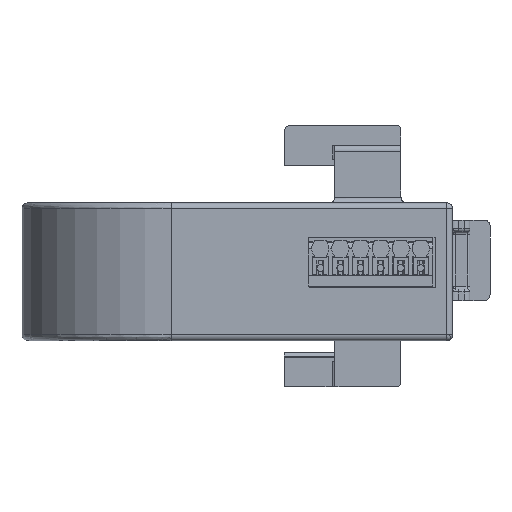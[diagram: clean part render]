
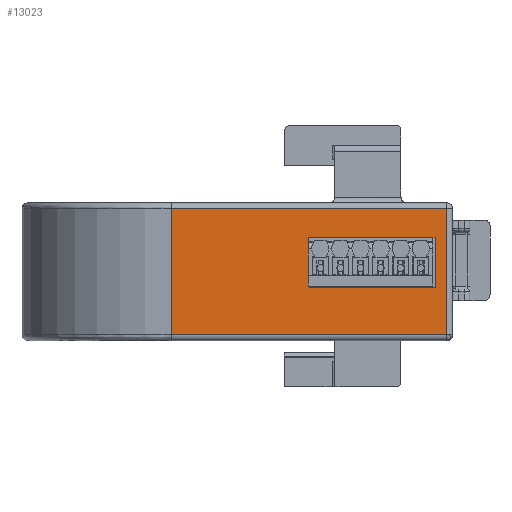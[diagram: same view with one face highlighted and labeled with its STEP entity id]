
A CAD part, left-side view. The second image highlights one B-rep face of the part: STEP entity #13023.
In plain terms, the highlighted planar face has unit normal (-1, 0, 0).
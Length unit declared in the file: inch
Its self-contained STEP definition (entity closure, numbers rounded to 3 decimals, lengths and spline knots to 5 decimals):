
#20 = LINE ( 'NONE', #4293, #6154 ) ;
#106 = VERTEX_POINT ( 'NONE', #885 ) ;
#173 = VERTEX_POINT ( 'NONE', #7870 ) ;
#183 = DIRECTION ( 'NONE',  ( 0., 0., 1. ) ) ;
#434 = DIRECTION ( 'NONE',  ( 0., 0., -1. ) ) ;
#885 = CARTESIAN_POINT ( 'NONE',  ( 0., 1.92913, 0.90551 ) ) ;
#974 = EDGE_CURVE ( 'NONE', #5666, #4513, #20, .T. ) ;
#1112 = VERTEX_POINT ( 'NONE', #8695 ) ;
#1184 = CARTESIAN_POINT ( 'NONE',  ( 0., 0.99016, 0. ) ) ;
#1243 = ORIENTED_EDGE ( 'NONE', *, *, #7534, .T. ) ;
#1500 = LINE ( 'NONE', #7464, #1887 ) ;
#1598 = VECTOR ( 'NONE', #11191, 39.37008 ) ;
#1624 = EDGE_CURVE ( 'NONE', #3498, #13192, #10492, .T. ) ;
#1887 = VECTOR ( 'NONE', #9769, 39.37008 ) ;
#1909 = EDGE_LOOP ( 'NONE', ( #12244, #10293, #5843, #1243 ) ) ;
#1966 = CARTESIAN_POINT ( 'NONE',  ( 0., 0., 0. ) ) ;
#1979 = DIRECTION ( 'NONE',  ( 0., 0., -1. ) ) ;
#2228 = EDGE_CURVE ( 'NONE', #3434, #3498, #5031, .T. ) ;
#2291 = DIRECTION ( 'NONE',  ( 0., -1., 0. ) ) ;
#2466 = VECTOR ( 'NONE', #183, 39.37008 ) ;
#2503 = CARTESIAN_POINT ( 'NONE',  ( 0., 0.13583, 0.70866 ) ) ;
#2669 = EDGE_CURVE ( 'NONE', #4513, #3434, #11548, .T. ) ;
#3430 = EDGE_LOOP ( 'NONE', ( #11691, #9844, #9727, #10204, #4456, #10355, #8445 ) ) ;
#3434 = VERTEX_POINT ( 'NONE', #6832 ) ;
#3498 = VERTEX_POINT ( 'NONE', #2503 ) ;
#3802 = CARTESIAN_POINT ( 'NONE',  ( 0., 0.98425, 0.70866 ) ) ;
#4000 = FACE_OUTER_BOUND ( 'NONE', #1909, .T. ) ;
#4146 = CARTESIAN_POINT ( 'NONE',  ( 0., 0., 0.3622 ) ) ;
#4281 = CARTESIAN_POINT ( 'NONE',  ( 0., 0.11811, 0.3622 ) ) ;
#4282 = EDGE_CURVE ( 'NONE', #5666, #173, #13091, .T. ) ;
#4293 = CARTESIAN_POINT ( 'NONE',  ( 0., 0.99016, 0.37402 ) ) ;
#4456 = ORIENTED_EDGE ( 'NONE', *, *, #8715, .T. ) ;
#4513 = VERTEX_POINT ( 'NONE', #9056 ) ;
#5018 = FACE_BOUND ( 'NONE', #3430, .T. ) ;
#5031 = LINE ( 'NONE', #9988, #10379 ) ;
#5073 = EDGE_CURVE ( 'NONE', #106, #10009, #8499, .T. ) ;
#5159 = LINE ( 'NONE', #4146, #13276 ) ;
#5333 = LINE ( 'NONE', #9472, #2466 ) ;
#5583 = LINE ( 'NONE', #12694, #7881 ) ;
#5666 = VERTEX_POINT ( 'NONE', #10099 ) ;
#5843 = ORIENTED_EDGE ( 'NONE', *, *, #9341, .T. ) ;
#5980 = DIRECTION ( 'NONE',  ( 0., -1., 0. ) ) ;
#6033 = DIRECTION ( 'NONE',  ( 0., -1., 0. ) ) ;
#6086 = VERTEX_POINT ( 'NONE', #12932 ) ;
#6098 = PLANE ( 'NONE',  #11792 ) ;
#6154 = VECTOR ( 'NONE', #9514, 39.37008 ) ;
#6484 = VECTOR ( 'NONE', #8574, 39.37008 ) ;
#6832 = CARTESIAN_POINT ( 'NONE',  ( 0., 0.99016, 0.70866 ) ) ;
#7127 = CARTESIAN_POINT ( 'NONE',  ( 0., 0.11811, 0. ) ) ;
#7312 = CARTESIAN_POINT ( 'NONE',  ( 0., 0.11811, 0.70866 ) ) ;
#7464 = CARTESIAN_POINT ( 'NONE',  ( 0., 0., 0.03937 ) ) ;
#7505 = CARTESIAN_POINT ( 'NONE',  ( 0., 0.55118, 0.70866 ) ) ;
#7534 = EDGE_CURVE ( 'NONE', #6086, #1112, #1500, .T. ) ;
#7870 = CARTESIAN_POINT ( 'NONE',  ( 0., 0.98425, 0.3622 ) ) ;
#7881 = VECTOR ( 'NONE', #434, 39.37008 ) ;
#8266 = EDGE_CURVE ( 'NONE', #1112, #10009, #5333, .T. ) ;
#8445 = ORIENTED_EDGE ( 'NONE', *, *, #4282, .F. ) ;
#8499 = LINE ( 'NONE', #12625, #12521 ) ;
#8574 = DIRECTION ( 'NONE',  ( 0., 0., 1. ) ) ;
#8695 = CARTESIAN_POINT ( 'NONE',  ( 0., 0.03937, 0.03937 ) ) ;
#8715 = EDGE_CURVE ( 'NONE', #13192, #10440, #11322, .T. ) ;
#8720 = EDGE_CURVE ( 'NONE', #10440, #173, #5159, .T. ) ;
#9056 = CARTESIAN_POINT ( 'NONE',  ( 0., 0.99016, 0.37402 ) ) ;
#9341 = EDGE_CURVE ( 'NONE', #106, #6086, #5583, .T. ) ;
#9472 = CARTESIAN_POINT ( 'NONE',  ( 0., 0.03937, 0. ) ) ;
#9514 = DIRECTION ( 'NONE',  ( 0., 1., 0. ) ) ;
#9727 = ORIENTED_EDGE ( 'NONE', *, *, #2228, .T. ) ;
#9769 = DIRECTION ( 'NONE',  ( 0., -1., 0. ) ) ;
#9844 = ORIENTED_EDGE ( 'NONE', *, *, #2669, .T. ) ;
#9988 = CARTESIAN_POINT ( 'NONE',  ( 0., 0., 0.70866 ) ) ;
#10009 = VERTEX_POINT ( 'NONE', #10072 ) ;
#10072 = CARTESIAN_POINT ( 'NONE',  ( 0., 0.03937, 0.90551 ) ) ;
#10099 = CARTESIAN_POINT ( 'NONE',  ( 0., 0.98425, 0.37402 ) ) ;
#10204 = ORIENTED_EDGE ( 'NONE', *, *, #1624, .T. ) ;
#10238 = DIRECTION ( 'NONE',  ( -1., 0., 0. ) ) ;
#10293 = ORIENTED_EDGE ( 'NONE', *, *, #5073, .F. ) ;
#10355 = ORIENTED_EDGE ( 'NONE', *, *, #8720, .T. ) ;
#10379 = VECTOR ( 'NONE', #5980, 39.37008 ) ;
#10384 = DIRECTION ( 'NONE',  ( 0., 1., 0. ) ) ;
#10440 = VERTEX_POINT ( 'NONE', #4281 ) ;
#10492 = LINE ( 'NONE', #7505, #11721 ) ;
#11191 = DIRECTION ( 'NONE',  ( 0., 0., -1. ) ) ;
#11322 = LINE ( 'NONE', #7127, #1598 ) ;
#11548 = LINE ( 'NONE', #1184, #6484 ) ;
#11691 = ORIENTED_EDGE ( 'NONE', *, *, #974, .T. ) ;
#11721 = VECTOR ( 'NONE', #2291, 39.37008 ) ;
#11792 = AXIS2_PLACEMENT_3D ( 'NONE', #1966, #10238, #6033 ) ;
#11814 = DIRECTION ( 'NONE',  ( 0., -1., 0. ) ) ;
#12244 = ORIENTED_EDGE ( 'NONE', *, *, #8266, .T. ) ;
#12310 = VECTOR ( 'NONE', #1979, 39.37008 ) ;
#12521 = VECTOR ( 'NONE', #11814, 39.37008 ) ;
#12625 = CARTESIAN_POINT ( 'NONE',  ( 0., 1.92913, 0.90551 ) ) ;
#12694 = CARTESIAN_POINT ( 'NONE',  ( 0., 1.92913, 0. ) ) ;
#12932 = CARTESIAN_POINT ( 'NONE',  ( 0., 1.92913, 0.03937 ) ) ;
#13023 = ADVANCED_FACE ( 'NONE', ( #5018, #4000 ), #6098, .T. ) ;
#13091 = LINE ( 'NONE', #3802, #12310 ) ;
#13192 = VERTEX_POINT ( 'NONE', #7312 ) ;
#13276 = VECTOR ( 'NONE', #10384, 39.37008 ) ;
